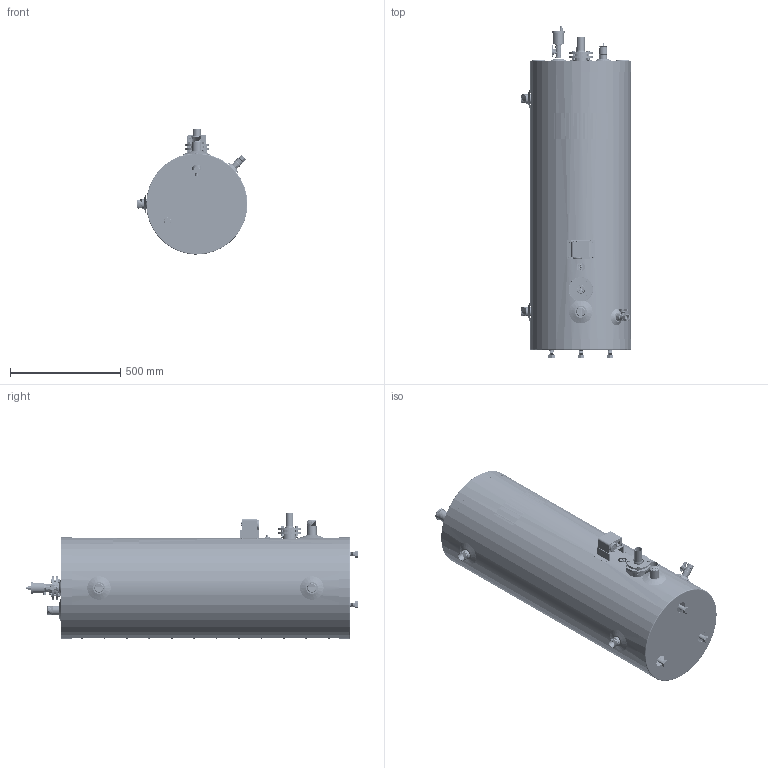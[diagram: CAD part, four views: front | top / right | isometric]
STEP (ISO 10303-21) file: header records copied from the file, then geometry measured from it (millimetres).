
FILE_DESCRIPTION (( 'STEP AP214' ), '1' );
FILE_NAME ('TURBOMAX 30-3.STEP', '2023-02-14T16:21:36', ( '' ), ( '' ), 'SwSTEP 2.0', 'SolidWorks 2023', '' );
FILE_SCHEMA (( 'AUTOMOTIVE_DESIGN' ));
Length unit declared in the file: inch
Products named in the file (1): TURBOMAX 30-3
Bounding box: 502.41 x 1505.12 x 569.97 mm (x, y, z)
Volume: 2906752.9 mm3; surface area: 5566363.2 mm2
Topology: 86 solids, 86 shells, 4030 faces, 9805 edges, 5992 vertices
Faces by surface type: cone 1644, cylinder 1177, plane 692, torus 274, bspline 193, sphere 50
Entity records: 231967 total; most frequent: CARTESIAN_POINT 83110, DIRECTION 21085, ORIENTED_EDGE 19552, EDGE_CURVE 9776, AXIS2_PLACEMENT_3D 8777, VERTEX_POINT 5992, CIRCLE 4939, EDGE_LOOP 4374
